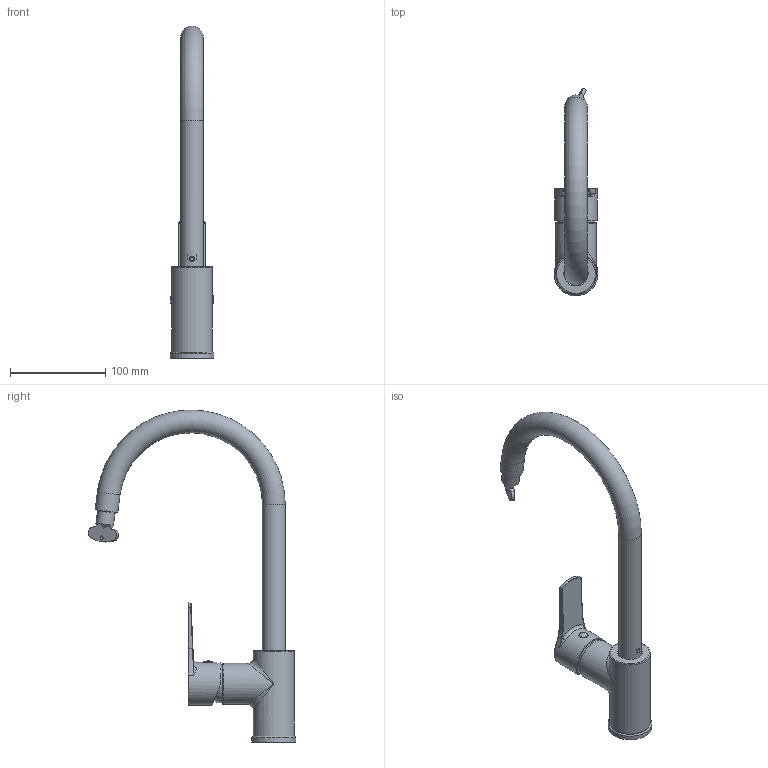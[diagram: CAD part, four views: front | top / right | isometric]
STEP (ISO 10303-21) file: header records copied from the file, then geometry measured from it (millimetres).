
FILE_DESCRIPTION (( 'STEP AP203' ), '1' );
FILE_NAME ('18-P61738.STEP', '2020-12-18T13:08:14', ( '' ), ( '' ), 'SwSTEP 2.0', 'SolidWorks 2018', '' );
FILE_SCHEMA (( 'CONFIG_CONTROL_DESIGN' ));
Length unit declared in the file: millimetre
Products named in the file (1): 18-P61738
Bounding box: 45.96 x 217.66 x 348.49 mm (x, y, z)
Volume: 99606.9 mm3; surface area: 131863.1 mm2
Topology: 11 solids, 11 shells, 1394 faces, 3543 edges, 2323 vertices
Faces by surface type: plane 1136, cylinder 114, bspline 107, cone 23, torus 13, sphere 1
Full cylindrical faces by diameter (mm): 3.8 x1, 4.7 x1, 5 x2, 6.8 x2, 9.5 x1, 16 x1, 16.5 x1, 16.7 x1, 17 x1, 17.2 x2, 17.5 x1, 18.5 x3, 18.75 x1, 19.5 x1, 21.5 x1, 22.4 x3, 23 x1, 24 x2, 24.5 x1, 29 x1, 31 x1, 33.5 x1, 34 x1, 35.579 x1, 35.8 x1, 36 x1, 36.5 x1, 36.8 x2, 37 x2, 39 x3
Entity records: 50707 total; most frequent: CARTESIAN_POINT 18291, ORIENTED_EDGE 6806, DIRECTION 6032, EDGE_CURVE 3403, LINE 2784, VECTOR 2784, VERTEX_POINT 2284, EDGE_LOOP 1667
